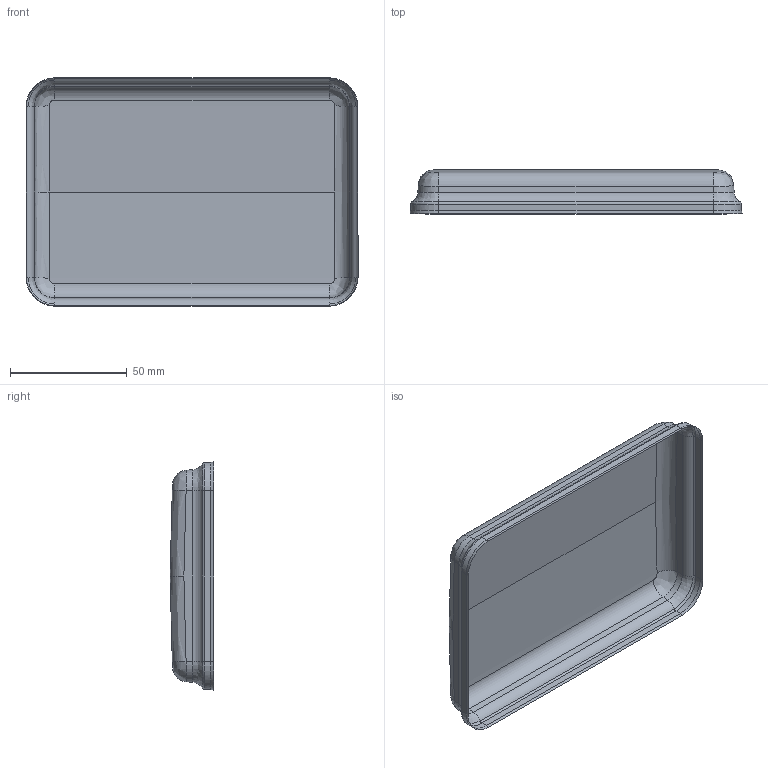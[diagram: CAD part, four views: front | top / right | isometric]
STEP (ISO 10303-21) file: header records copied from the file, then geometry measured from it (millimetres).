
FILE_DESCRIPTION (( 'STEP AP203' ), '1' );
FILE_NAME ('1020-TOP-002.STEP', '2005-05-05T22:57:32', ( ' ' ), ( ' ' ), 'SwSTEP 2.0', 'SolidWorks 2004286', '' );
FILE_SCHEMA (( 'CONFIG_CONTROL_DESIGN' ));
Length unit declared in the file: inch
Products named in the file (1): 1020-TOP-002
Bounding box: 142.15 x 18.76 x 97.7 mm (x, y, z)
Surface area: 19449.7 mm2 (no closed solid volume)
Topology: 0 solids, 1 shells, 51 faces, 109 edges, 59 vertices
Faces by surface type: cylinder 16, bspline 15, plane 12, cone 8
Entity records: 2625 total; most frequent: CARTESIAN_POINT 1545, ORIENTED_EDGE 210, DIRECTION 199, EDGE_CURVE 109, AXIS2_PLACEMENT_3D 77, VERTEX_POINT 59, FACE_OUTER_BOUND 51, ADVANCED_FACE 51
